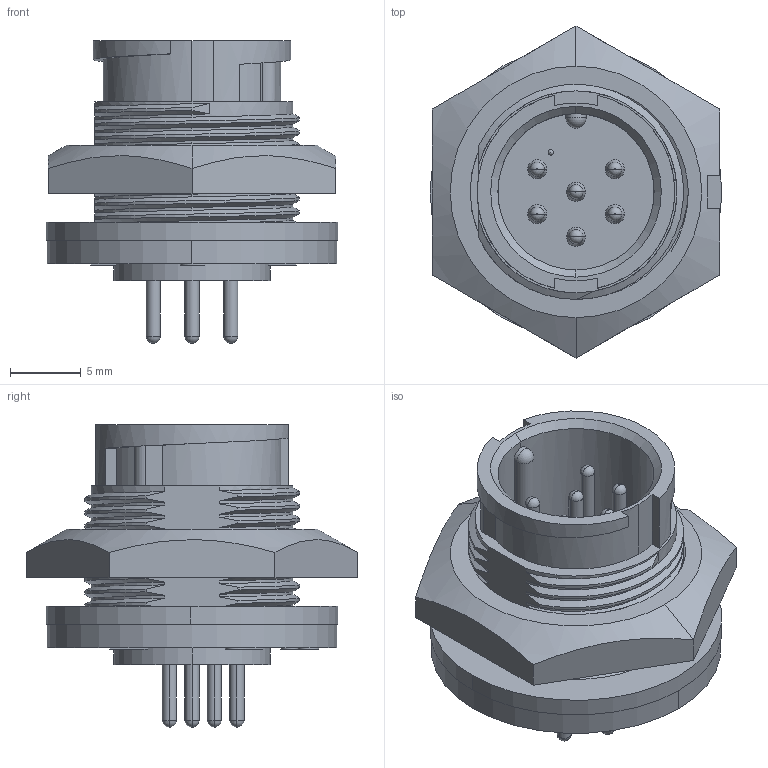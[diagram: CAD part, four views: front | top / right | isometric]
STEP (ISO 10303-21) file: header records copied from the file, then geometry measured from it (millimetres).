
FILE_DESCRIPTION (( 'STEP AP203' ), '1' );
FILE_NAME ('7281-6PG-3ES.STEP', '2019-03-11T15:29:23', ( '' ), ( '' ), 'SwSTEP 2.0', 'SolidWorks 2017', '' );
FILE_SCHEMA (( 'CONFIG_CONTROL_DESIGN' ));
Length unit declared in the file: inch
Products named in the file (1): 7281-6PG-3ES
Bounding box: 20.62 x 23.46 x 21.36 mm (x, y, z)
Volume: 2859.7 mm3; surface area: 3105.9 mm2
Topology: 2 solids, 2 shells, 303 faces, 789 edges, 512 vertices
Faces by surface type: plane 99, cylinder 93, bspline 66, torus 27, cone 16, sphere 2
Entity records: 17347 total; most frequent: CARTESIAN_POINT 10530, ORIENTED_EDGE 1570, DIRECTION 1177, EDGE_CURVE 785, VERTEX_POINT 510, AXIS2_PLACEMENT_3D 408, LINE 361, VECTOR 361
